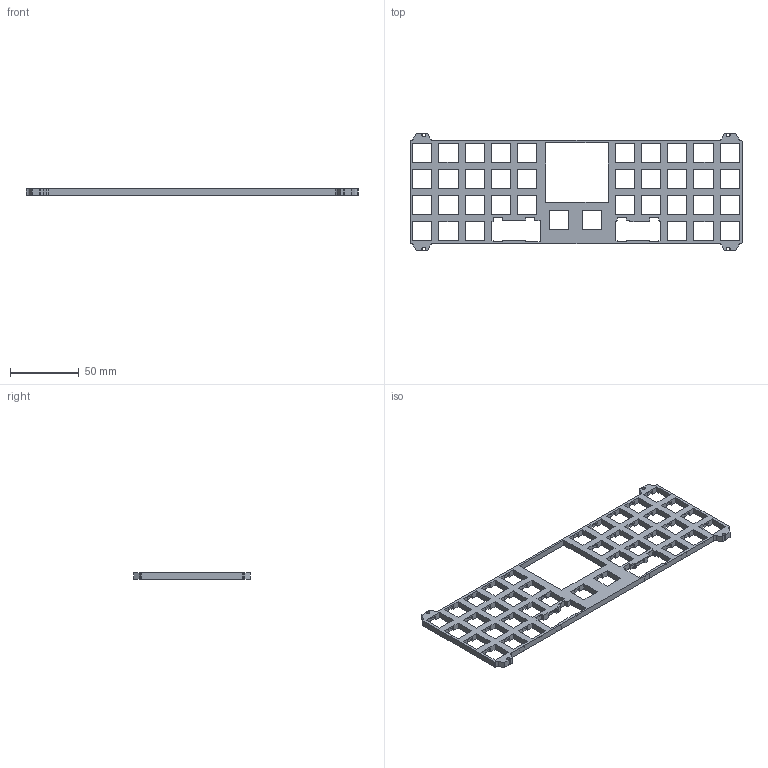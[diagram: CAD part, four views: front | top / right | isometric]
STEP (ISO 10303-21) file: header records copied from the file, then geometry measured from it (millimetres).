
FILE_DESCRIPTION(/* description */ (''),/* implementation_level */ '2;1');
FILE_NAME(/* name */ 'Ballz Out 4.5mm thick EVQ Notches.step',/* time_stamp */ '2024-03-27T07:25:05-07:00',/* author */ (''),/* organization */ (''),/* preprocessor_version */ 'ST-DEVELOPER v20',/* originating_system */ 'Autodesk Translation Framework v12.20.1.177',/* authorisation */ '');
FILE_SCHEMA (('AUTOMOTIVE_DESIGN { 1 0 10303 214 3 1 1 }'));
Length unit declared in the file: millimetre
Products named in the file (1): Legend
Bounding box: 241.84 x 85.15 x 4.5 mm (x, y, z)
Volume: 33253.7 mm3; surface area: 30977.3 mm2
Topology: 1 solids, 1 shells, 589 faces, 1761 edges, 1174 vertices
Faces by surface type: plane 573, cylinder 16
Entity records: 19676 total; most frequent: CARTESIAN_POINT 3525, ORIENTED_EDGE 3522, DIRECTION 2973, EDGE_CURVE 1761, LINE 1729, VECTOR 1729, VERTEX_POINT 1174, EDGE_LOOP 671
